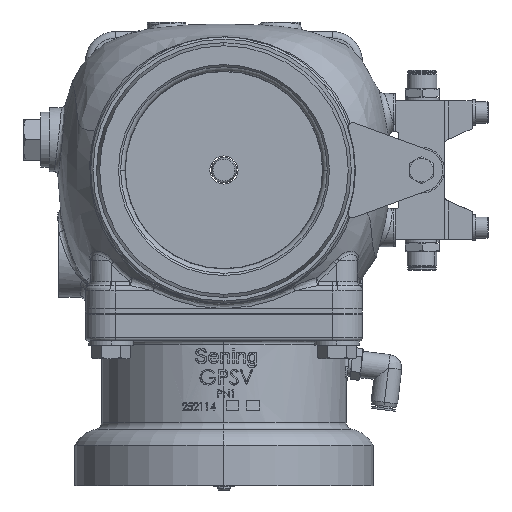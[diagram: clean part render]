
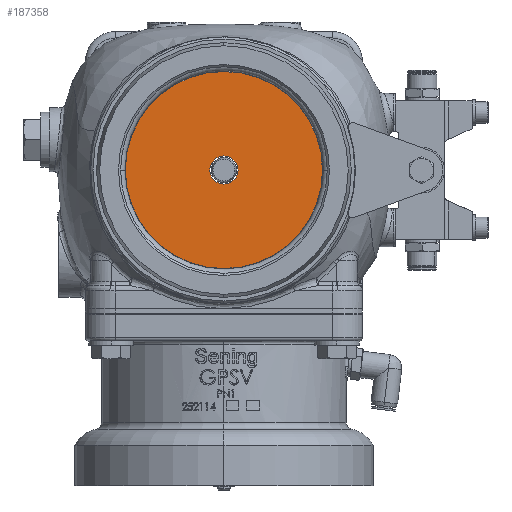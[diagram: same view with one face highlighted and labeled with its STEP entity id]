
A CAD part, left-side view. The second image highlights one B-rep face of the part: STEP entity #187358.
In plain terms, the highlighted planar face has unit normal (-1, 0, 0).
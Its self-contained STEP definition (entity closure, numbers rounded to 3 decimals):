
#7789 = ORIENTED_EDGE ( 'NONE', *, *, #95005, .T. ) ;
#7790 = ORIENTED_EDGE ( 'NONE', *, *, #137449, .T. ) ;
#7791 = ORIENTED_EDGE ( 'NONE', *, *, #137305, .F. ) ;
#7792 = ORIENTED_EDGE ( 'NONE', *, *, #137442, .F. ) ;
#16668 = AXIS2_PLACEMENT_3D ( 'NONE', #47525, #47530, #47533 ) ;
#17157 = AXIS2_PLACEMENT_3D ( 'NONE', #167528, #167532, #167533 ) ;
#17173 = AXIS2_PLACEMENT_3D ( 'NONE', #117151, #117160, #117162 ) ;
#17175 = AXIS2_PLACEMENT_3D ( 'NONE', #117137, #117169, #117171 ) ;
#36943 = CIRCLE ( 'NONE', #17175, 6.6 ) ;
#36951 = CIRCLE ( 'NONE', #17173, 46.268 ) ;
#37106 = CIRCLE ( 'NONE', #17157, 46.268 ) ;
#37667 = CIRCLE ( 'NONE', #16668, 6.6 ) ;
#47525 = CARTESIAN_POINT ( 'NONE',  ( -171.5, 0., 0. ) ) ;
#47530 = DIRECTION ( 'NONE',  ( 1., 0., 0. ) ) ;
#47533 = DIRECTION ( 'NONE',  ( 0., 0., -1. ) ) ;
#93436 = CARTESIAN_POINT ( 'NONE',  ( -171.5, 6., 0. ) ) ;
#93437 = PLANE ( 'NONE',  #185492 ) ;
#93445 = DIRECTION ( 'NONE',  ( 1., 0., 0. ) ) ;
#93446 = DIRECTION ( 'NONE',  ( 0., 0., -1. ) ) ;
#95005 = EDGE_CURVE ( 'NONE', #203790, #203793, #37667, .T. ) ;
#117137 = CARTESIAN_POINT ( 'NONE',  ( -171.5, 0., 0. ) ) ;
#117151 = CARTESIAN_POINT ( 'NONE',  ( -171.5, 0., 0. ) ) ;
#117160 = DIRECTION ( 'NONE',  ( 1., 0., 0. ) ) ;
#117162 = DIRECTION ( 'NONE',  ( 0., 0., -1. ) ) ;
#117169 = DIRECTION ( 'NONE',  ( 1., 0., 0. ) ) ;
#117171 = DIRECTION ( 'NONE',  ( 0., 0., -1. ) ) ;
#137305 = EDGE_CURVE ( 'NONE', #203778, #203781, #37106, .T. ) ;
#137442 = EDGE_CURVE ( 'NONE', #203781, #203778, #36951, .T. ) ;
#137449 = EDGE_CURVE ( 'NONE', #203793, #203790, #36943, .T. ) ;
#149749 = CARTESIAN_POINT ( 'NONE',  ( -171.5, 0., -46.268 ) ) ;
#149752 = CARTESIAN_POINT ( 'NONE',  ( -171.5, 0., 46.268 ) ) ;
#149760 = CARTESIAN_POINT ( 'NONE',  ( -171.5, 0., -6.6 ) ) ;
#149763 = CARTESIAN_POINT ( 'NONE',  ( -171.5, 0., 6.6 ) ) ;
#167528 = CARTESIAN_POINT ( 'NONE',  ( -171.5, 0., 0. ) ) ;
#167532 = DIRECTION ( 'NONE',  ( 1., 0., 0. ) ) ;
#167533 = DIRECTION ( 'NONE',  ( 0., 0., -1. ) ) ;
#185492 = AXIS2_PLACEMENT_3D ( 'NONE', #93436, #93445, #93446 ) ;
#186962 = FACE_BOUND ( 'NONE', #196925, .T. ) ;
#186972 = FACE_OUTER_BOUND ( 'NONE', #196877, .T. ) ;
#187358 = ADVANCED_FACE ( 'NONE', ( #186962, #186972 ), #93437, .F. ) ;
#196877 = EDGE_LOOP ( 'NONE', ( #7791, #7792 ) ) ;
#196925 = EDGE_LOOP ( 'NONE', ( #7789, #7790 ) ) ;
#203778 = VERTEX_POINT ( 'NONE', #149749 ) ;
#203781 = VERTEX_POINT ( 'NONE', #149752 ) ;
#203790 = VERTEX_POINT ( 'NONE', #149760 ) ;
#203793 = VERTEX_POINT ( 'NONE', #149763 ) ;
